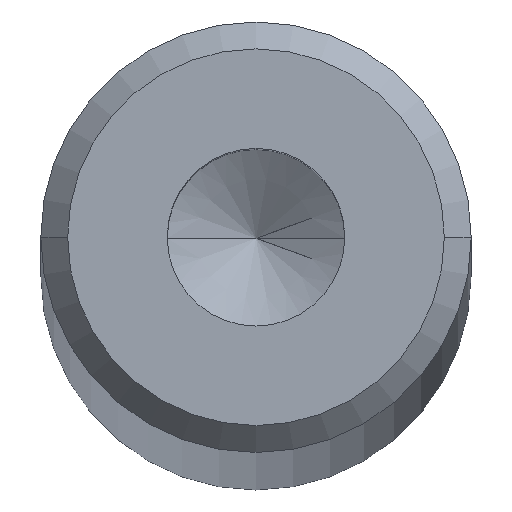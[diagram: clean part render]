
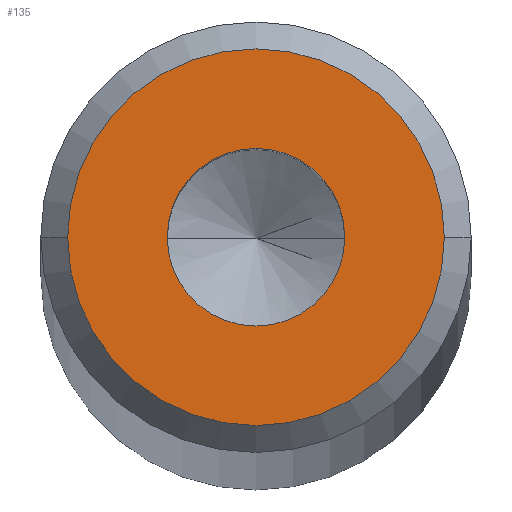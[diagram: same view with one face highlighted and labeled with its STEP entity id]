
A CAD part, top view. The second image highlights one B-rep face of the part: STEP entity #135.
In plain terms, the highlighted planar face has unit normal (0, 0, 1).
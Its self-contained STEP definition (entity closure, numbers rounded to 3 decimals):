
#7 = CARTESIAN_POINT ( 'NONE',  ( 0., 0., 400. ) ) ;
#20 = EDGE_CURVE ( 'NONE', #48, #475, #144, .T. ) ;
#21 = DIRECTION ( 'NONE',  ( 1., 0., 0. ) ) ;
#37 = DIRECTION ( 'NONE',  ( 1., 0., 0. ) ) ;
#43 = EDGE_LOOP ( 'NONE', ( #192, #442 ) ) ;
#48 = VERTEX_POINT ( 'NONE', #422 ) ;
#62 = AXIS2_PLACEMENT_3D ( 'NONE', #494, #246, #21 ) ;
#71 = FACE_BOUND ( 'NONE', #43, .T. ) ;
#106 = AXIS2_PLACEMENT_3D ( 'NONE', #7, #273, #37 ) ;
#135 = ADVANCED_FACE ( 'NONE', ( #71, #252 ), #343, .T. ) ;
#144 = CIRCLE ( 'NONE', #358, 3.5 ) ;
#151 = CARTESIAN_POINT ( 'NONE',  ( 0., 0., 400. ) ) ;
#158 = CARTESIAN_POINT ( 'NONE',  ( 0., 0., 400. ) ) ;
#169 = DIRECTION ( 'NONE',  ( 1., 0., 0. ) ) ;
#170 = AXIS2_PLACEMENT_3D ( 'NONE', #151, #415, #197 ) ;
#171 = ORIENTED_EDGE ( 'NONE', *, *, #445, .T. ) ;
#189 = VERTEX_POINT ( 'NONE', #203 ) ;
#192 = ORIENTED_EDGE ( 'NONE', *, *, #504, .F. ) ;
#197 = DIRECTION ( 'NONE',  ( 1., 0., 0. ) ) ;
#203 = CARTESIAN_POINT ( 'NONE',  ( -1.65, 0., 400. ) ) ;
#235 = CIRCLE ( 'NONE', #170, 1.65 ) ;
#240 = CARTESIAN_POINT ( 'NONE',  ( 3.5, 0., 400. ) ) ;
#246 = DIRECTION ( 'NONE',  ( 0., 0., 1. ) ) ;
#249 = VERTEX_POINT ( 'NONE', #299 ) ;
#252 = FACE_OUTER_BOUND ( 'NONE', #270, .T. ) ;
#270 = EDGE_LOOP ( 'NONE', ( #390, #171 ) ) ;
#273 = DIRECTION ( 'NONE',  ( 0., 0., 1. ) ) ;
#274 = DIRECTION ( 'NONE',  ( 0., 0., 1. ) ) ;
#286 = AXIS2_PLACEMENT_3D ( 'NONE', #158, #274, #169 ) ;
#289 = CIRCLE ( 'NONE', #106, 3.5 ) ;
#299 = CARTESIAN_POINT ( 'NONE',  ( 1.65, 0., 400. ) ) ;
#342 = DIRECTION ( 'NONE',  ( 1., 0., 0. ) ) ;
#343 = PLANE ( 'NONE',  #286 ) ;
#358 = AXIS2_PLACEMENT_3D ( 'NONE', #387, #474, #342 ) ;
#371 = CIRCLE ( 'NONE', #62, 1.65 ) ;
#387 = CARTESIAN_POINT ( 'NONE',  ( 0., 0., 400. ) ) ;
#390 = ORIENTED_EDGE ( 'NONE', *, *, #20, .T. ) ;
#395 = EDGE_CURVE ( 'NONE', #189, #249, #235, .T. ) ;
#415 = DIRECTION ( 'NONE',  ( 0., 0., 1. ) ) ;
#422 = CARTESIAN_POINT ( 'NONE',  ( -3.5, 0., 400. ) ) ;
#442 = ORIENTED_EDGE ( 'NONE', *, *, #395, .F. ) ;
#445 = EDGE_CURVE ( 'NONE', #475, #48, #289, .T. ) ;
#474 = DIRECTION ( 'NONE',  ( 0., 0., 1. ) ) ;
#475 = VERTEX_POINT ( 'NONE', #240 ) ;
#494 = CARTESIAN_POINT ( 'NONE',  ( 0., 0., 400. ) ) ;
#504 = EDGE_CURVE ( 'NONE', #249, #189, #371, .T. ) ;
